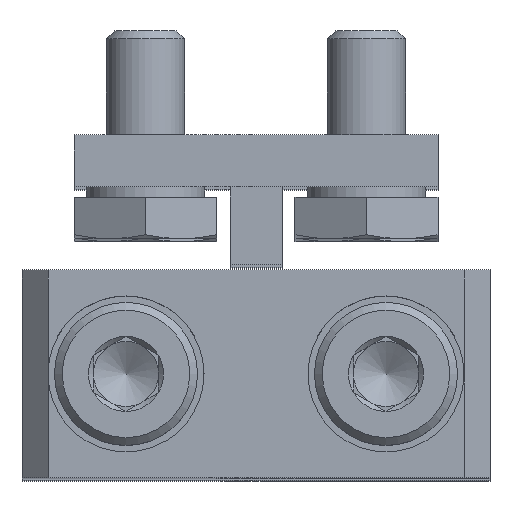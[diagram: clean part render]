
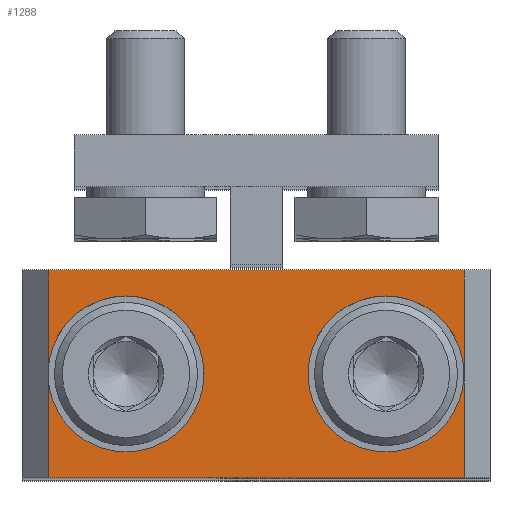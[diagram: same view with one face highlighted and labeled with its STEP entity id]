
A CAD part, top view. The second image highlights one B-rep face of the part: STEP entity #1288.
In plain terms, the highlighted planar face has unit normal (0, 0, 1).
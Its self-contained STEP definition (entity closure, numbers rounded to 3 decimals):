
#128=CIRCLE('',#1426,3.);
#129=CIRCLE('',#1427,3.);
#215=ORIENTED_EDGE('',*,*,#545,.T.);
#216=ORIENTED_EDGE('',*,*,#546,.F.);
#217=ORIENTED_EDGE('',*,*,#544,.T.);
#218=ORIENTED_EDGE('',*,*,#538,.T.);
#219=ORIENTED_EDGE('',*,*,#547,.F.);
#220=ORIENTED_EDGE('',*,*,#548,.F.);
#221=ORIENTED_EDGE('',*,*,#549,.F.);
#222=ORIENTED_EDGE('',*,*,#531,.F.);
#531=EDGE_CURVE('',#700,#701,#813,.T.);
#538=EDGE_CURVE('',#705,#704,#819,.T.);
#544=EDGE_CURVE('',#708,#705,#825,.T.);
#545=EDGE_CURVE('',#700,#708,#826,.T.);
#546=EDGE_CURVE('',#708,#708,#128,.F.);
#547=EDGE_CURVE('',#709,#704,#827,.T.);
#548=EDGE_CURVE('',#709,#709,#129,.T.);
#549=EDGE_CURVE('',#701,#709,#828,.T.);
#700=VERTEX_POINT('',#1995);
#701=VERTEX_POINT('',#1997);
#704=VERTEX_POINT('',#2007);
#705=VERTEX_POINT('',#2009);
#708=VERTEX_POINT('',#2020);
#709=VERTEX_POINT('',#2025);
#813=LINE('',#1996,#913);
#819=LINE('',#2008,#919);
#825=LINE('',#2019,#925);
#826=LINE('',#2021,#926);
#827=LINE('',#2024,#927);
#828=LINE('',#2027,#928);
#913=VECTOR('',#1588,1000.);
#919=VECTOR('',#1598,1000.);
#925=VECTOR('',#1608,1000.);
#926=VECTOR('',#1609,1000.);
#927=VECTOR('',#1614,1000.);
#928=VECTOR('',#1617,1000.);
#1007=EDGE_LOOP('',(#215,#216,#217,#218,#219,#220,#221,#222));
#1121=FACE_BOUND('',#1007,.T.);
#1236=PLANE('',#1425);
#1288=ADVANCED_FACE('',(#1121),#1236,.F.);
#1425=AXIS2_PLACEMENT_3D('',#2022,#1610,#1611);
#1426=AXIS2_PLACEMENT_3D('',#2023,#1612,#1613);
#1427=AXIS2_PLACEMENT_3D('',#2026,#1615,#1616);
#1588=DIRECTION('',(1.,0.,0.));
#1598=DIRECTION('',(1.,0.,0.));
#1608=DIRECTION('',(0.,-1.,0.));
#1609=DIRECTION('',(0.,-1.,0.));
#1610=DIRECTION('',(0.,0.,-1.));
#1611=DIRECTION('',(-1.,0.,0.));
#1612=DIRECTION('',(0.,0.,-1.));
#1613=DIRECTION('',(-1.,0.,0.));
#1614=DIRECTION('',(0.,-1.,0.));
#1615=DIRECTION('',(0.,0.,1.));
#1616=DIRECTION('',(1.,0.,0.));
#1617=DIRECTION('',(0.,-1.,0.));
#1995=CARTESIAN_POINT('',(1.,8.,18.));
#1996=CARTESIAN_POINT('',(1.,8.,18.));
#1997=CARTESIAN_POINT('',(17.,8.,18.));
#2007=CARTESIAN_POINT('',(17.,0.,18.));
#2008=CARTESIAN_POINT('',(1.,0.,18.));
#2009=CARTESIAN_POINT('',(1.,0.,18.));
#2019=CARTESIAN_POINT('',(1.,8.,18.));
#2020=CARTESIAN_POINT('',(1.,4.,18.));
#2021=CARTESIAN_POINT('',(1.,8.,18.));
#2022=CARTESIAN_POINT('',(1.,8.,18.));
#2023=CARTESIAN_POINT('',(4.,4.,18.));
#2024=CARTESIAN_POINT('',(17.,8.,18.));
#2025=CARTESIAN_POINT('',(17.,4.,18.));
#2026=CARTESIAN_POINT('',(14.,4.,18.));
#2027=CARTESIAN_POINT('',(17.,8.,18.));
